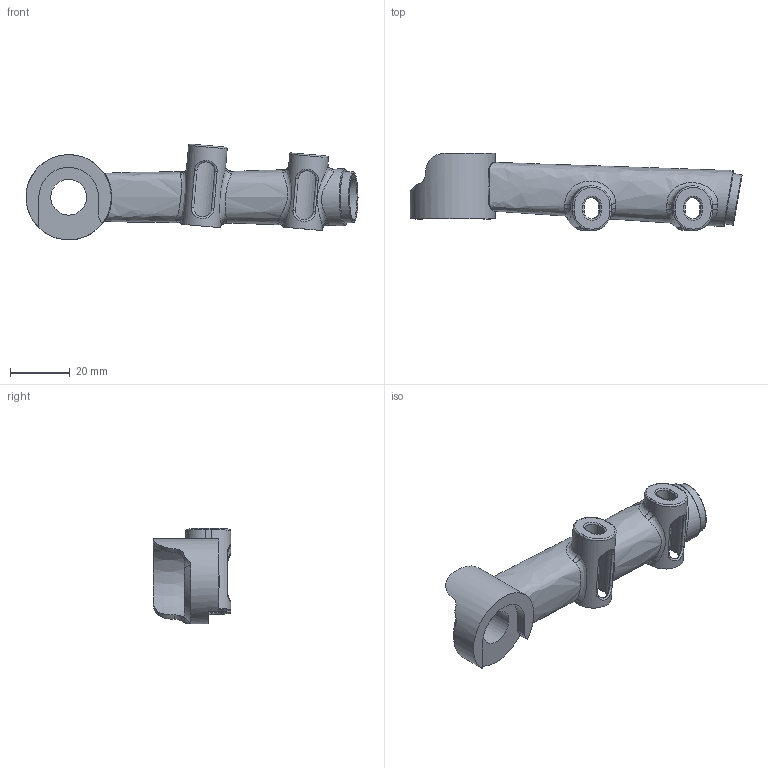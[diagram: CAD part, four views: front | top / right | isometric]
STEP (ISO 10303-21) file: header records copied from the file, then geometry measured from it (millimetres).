
FILE_DESCRIPTION(/* description */ (''),/* implementation_level */ '2;1');
FILE_NAME(/* name */ 'FM body v14.step',/* time_stamp */ '2023-02-15T07:32:20-08:00',/* author */ (''),/* organization */ (''),/* preprocessor_version */ 'ST-DEVELOPER v19.2',/* originating_system */ 'Autodesk Translation Framework v11.17.0.187',/* authorisation */ '');
FILE_SCHEMA (('AUTOMOTIVE_DESIGN { 1 0 10303 214 3 1 1 }'));
Length unit declared in the file: millimetre
Products named in the file (3): FM body; FM body_1; DR209XL_1.125OD
Assembly tree (2 placements, depth 2):
  FM body
    FM body_1
    DR209XL_1.125OD
Bounding box: 111.2 x 25.94 x 32.11 mm (x, y, z)
Volume: 16144 mm3; surface area: 14541.4 mm2
Topology: 2 solids, 2 shells, 166 faces, 457 edges, 296 vertices
Faces by surface type: bspline 57, cylinder 48, plane 33, torus 23, cone 5
Full cylindrical faces by diameter (mm): 11.989 x1, 17.05 x1, 28.575 x1
Entity records: 15918 total; most frequent: CARTESIAN_POINT 11957, ORIENTED_EDGE 914, DIRECTION 678, EDGE_CURVE 457, VERTEX_POINT 296, AXIS2_PLACEMENT_3D 286, B_SPLINE_CURVE_WITH_KNOTS 179, EDGE_LOOP 179
